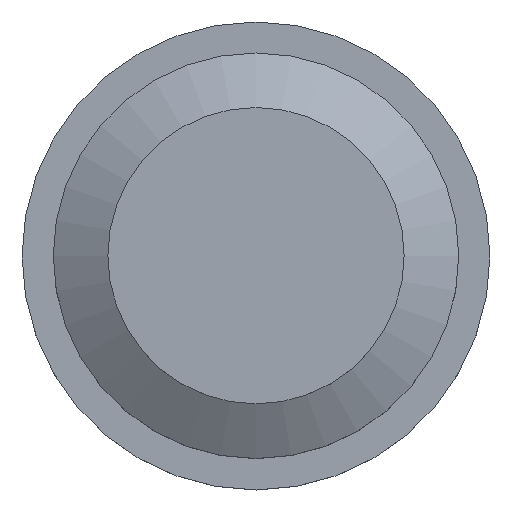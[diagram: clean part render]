
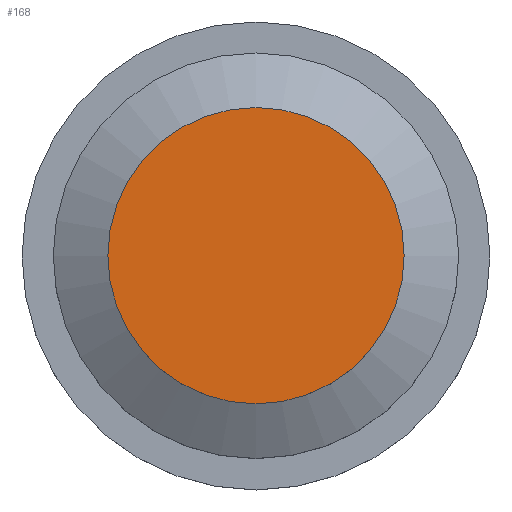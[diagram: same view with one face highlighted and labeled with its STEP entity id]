
A CAD part, top view. The second image highlights one B-rep face of the part: STEP entity #168.
In plain terms, the highlighted planar face has unit normal (0, 0, 1).
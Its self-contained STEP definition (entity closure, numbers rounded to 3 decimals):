
#27=PLANE('',#198);
#54=FACE_OUTER_BOUND('',#80,.T.);
#80=EDGE_LOOP('',(#150));
#97=CIRCLE('',#197,9.5);
#111=VERTEX_POINT('',#299);
#125=EDGE_CURVE('',#111,#111,#97,.T.);
#150=ORIENTED_EDGE('',*,*,#125,.F.);
#168=ADVANCED_FACE('',(#54),#27,.T.);
#197=AXIS2_PLACEMENT_3D('',#300,#252,#253);
#198=AXIS2_PLACEMENT_3D('',#301,#254,#255);
#252=DIRECTION('center_axis',(0.,0.,-1.));
#253=DIRECTION('ref_axis',(0.,1.,0.));
#254=DIRECTION('center_axis',(0.,0.,1.));
#255=DIRECTION('ref_axis',(1.,0.,0.));
#299=CARTESIAN_POINT('',(0.,9.5,13.5));
#300=CARTESIAN_POINT('Origin',(0.,0.,13.5));
#301=CARTESIAN_POINT('Origin',(0.,4.75,13.5));
